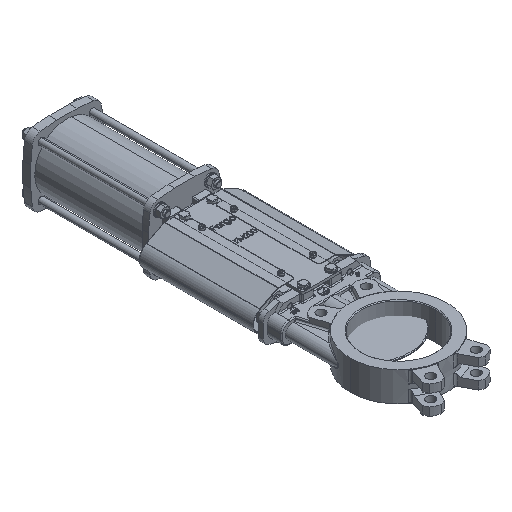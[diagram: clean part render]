
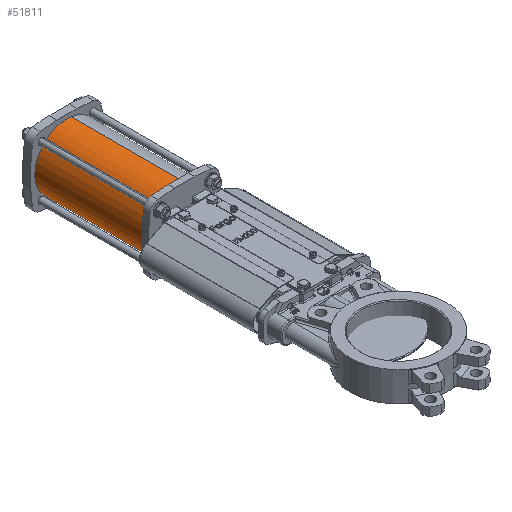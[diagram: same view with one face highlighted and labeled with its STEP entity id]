
A CAD part, isometric view. The second image highlights one B-rep face of the part: STEP entity #51811.
In plain terms, the highlighted cylindrical face has radius 65 mm (diameter 130 mm), a partial arc.
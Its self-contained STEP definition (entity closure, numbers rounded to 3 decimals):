
#930 = DIRECTION ( 'NONE',  ( 0.132, 0., 0.991 ) ) ;
#5779 = DIRECTION ( 'NONE',  ( 0., 1., 0. ) ) ;
#6241 = CARTESIAN_POINT ( 'NONE',  ( -8.551, 670.5, -64.435 ) ) ;
#7492 = CARTESIAN_POINT ( 'NONE',  ( -8.551, 445.5, -64.435 ) ) ;
#9700 = CARTESIAN_POINT ( 'NONE',  ( 0., 619.741, 0. ) ) ;
#10302 = FACE_OUTER_BOUND ( 'NONE', #99763, .T. ) ;
#11217 = DIRECTION ( 'NONE',  ( 0., 1., 0. ) ) ;
#11817 = EDGE_CURVE ( 'NONE', #103172, #19726, #19647, .T. ) ;
#12434 = DIRECTION ( 'NONE',  ( 0.132, 0., 0.991 ) ) ;
#19451 = VECTOR ( 'NONE', #5779, 1000. ) ;
#19647 = LINE ( 'NONE', #32056, #34482 ) ;
#19726 = VERTEX_POINT ( 'NONE', #72466 ) ;
#19779 = AXIS2_PLACEMENT_3D ( 'NONE', #59946, #11217, #12434 ) ;
#21116 = CIRCLE ( 'NONE', #49167, 65. ) ;
#25755 = AXIS2_PLACEMENT_3D ( 'NONE', #9700, #104687, #930 ) ;
#27001 = VERTEX_POINT ( 'NONE', #6241 ) ;
#32056 = CARTESIAN_POINT ( 'NONE',  ( 8.551, 619.741, 64.435 ) ) ;
#34482 = VECTOR ( 'NONE', #48435, 1000. ) ;
#34671 = EDGE_CURVE ( 'NONE', #27001, #19726, #21116, .T. ) ;
#39156 = VERTEX_POINT ( 'NONE', #7492 ) ;
#40541 = ORIENTED_EDGE ( 'NONE', *, *, #34671, .F. ) ;
#44607 = CARTESIAN_POINT ( 'NONE',  ( 8.551, 445.5, 64.435 ) ) ;
#48435 = DIRECTION ( 'NONE',  ( 0., 1., 0. ) ) ;
#49167 = AXIS2_PLACEMENT_3D ( 'NONE', #63321, #52783, #90869 ) ;
#51811 = ADVANCED_FACE ( 'NONE', ( #10302 ), #86581, .T. ) ;
#52783 = DIRECTION ( 'NONE',  ( 0., 1., 0. ) ) ;
#59946 = CARTESIAN_POINT ( 'NONE',  ( 0., 445.5, 0. ) ) ;
#63321 = CARTESIAN_POINT ( 'NONE',  ( 0., 670.5, 0. ) ) ;
#72466 = CARTESIAN_POINT ( 'NONE',  ( 8.551, 670.5, 64.435 ) ) ;
#75110 = CARTESIAN_POINT ( 'NONE',  ( -8.551, 619.741, -64.435 ) ) ;
#82265 = ORIENTED_EDGE ( 'NONE', *, *, #103173, .F. ) ;
#83906 = LINE ( 'NONE', #75110, #19451 ) ;
#86581 = CYLINDRICAL_SURFACE ( 'NONE', #25755, 65. ) ;
#90869 = DIRECTION ( 'NONE',  ( 0.132, 0., 0.991 ) ) ;
#93508 = CIRCLE ( 'NONE', #19779, 65. ) ;
#99763 = EDGE_LOOP ( 'NONE', ( #82265, #105309, #104754, #40541 ) ) ;
#103172 = VERTEX_POINT ( 'NONE', #44607 ) ;
#103173 = EDGE_CURVE ( 'NONE', #39156, #27001, #83906, .T. ) ;
#104687 = DIRECTION ( 'NONE',  ( 0., 1., 0. ) ) ;
#104754 = ORIENTED_EDGE ( 'NONE', *, *, #11817, .T. ) ;
#105309 = ORIENTED_EDGE ( 'NONE', *, *, #118736, .T. ) ;
#118736 = EDGE_CURVE ( 'NONE', #39156, #103172, #93508, .T. ) ;
